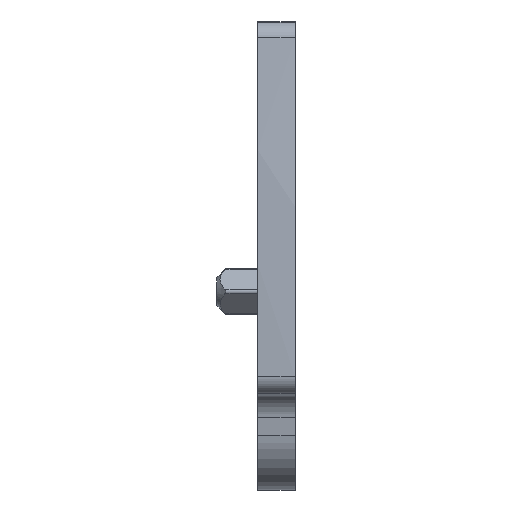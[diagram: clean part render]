
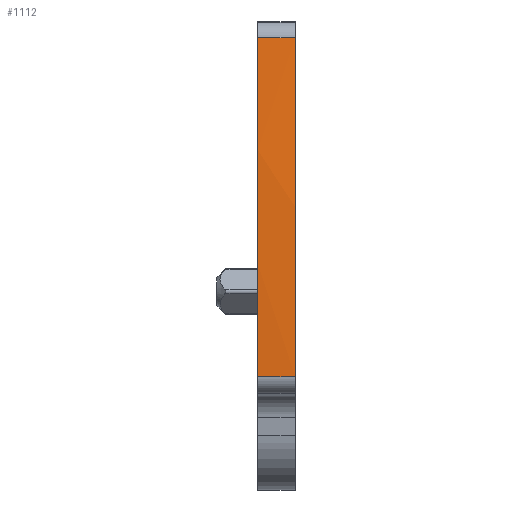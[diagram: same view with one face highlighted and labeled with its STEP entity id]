
A CAD part, front view. The second image highlights one B-rep face of the part: STEP entity #1112.
In plain terms, the highlighted cylindrical face has radius 122.182 mm (diameter 244.364 mm), a partial arc.
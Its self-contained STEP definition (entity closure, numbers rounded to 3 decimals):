
#444=AXIS2_PLACEMENT_3D('Circle Axis2P3D',#442,#443,$) ;
#1104=AXIS2_PLACEMENT_3D('Cylinder Axis2P3D',#1101,#1102,#1103) ;
#94=CARTESIAN_POINT('Vertex',(4.4,0.054,6.37)) ;
#308=CARTESIAN_POINT('Vertex',(4.4,0.978,25.426)) ;
#312=CARTESIAN_POINT('Control Point',(4.4,0.054,6.37)) ;
#313=CARTESIAN_POINT('Control Point',(4.4,-0.06,10.188)) ;
#314=CARTESIAN_POINT('Control Point',(4.4,-0.024,14.01)) ;
#315=CARTESIAN_POINT('Control Point',(4.4,0.161,17.829)) ;
#316=CARTESIAN_POINT('Control Point',(4.4,0.495,21.637)) ;
#317=CARTESIAN_POINT('Control Point',(4.4,0.978,25.426)) ;
#439=CARTESIAN_POINT('Vertex',(2.3,0.054,6.37)) ;
#442=CARTESIAN_POINT('Axis2P3D Location',(2.3,122.182,10.)) ;
#446=CARTESIAN_POINT('Vertex',(2.3,0.978,25.426)) ;
#786=CARTESIAN_POINT('Line Origine',(3.35,0.054,6.37)) ;
#1089=CARTESIAN_POINT('Line Origine',(3.35,0.978,25.426)) ;
#1101=CARTESIAN_POINT('Axis2P3D Location',(3.35,122.182,10.)) ;
#443=DIRECTION('Axis2P3D Direction',(1.,0.,0.)) ;
#787=DIRECTION('Vector Direction',(-1.,0.,0.)) ;
#1090=DIRECTION('Vector Direction',(-1.,0.,0.)) ;
#1102=DIRECTION('Axis2P3D Direction',(-1.,0.,0.)) ;
#1103=DIRECTION('Axis2P3D XDirection',(0.,-1.,-0.03)) ;
#788=VECTOR('Line Direction',#787,1.) ;
#1091=VECTOR('Line Direction',#1090,1.) ;
#1107=ORIENTED_EDGE('',*,*,#1093,.F.) ;
#1108=ORIENTED_EDGE('',*,*,#448,.F.) ;
#1109=ORIENTED_EDGE('',*,*,#790,.T.) ;
#1110=ORIENTED_EDGE('',*,*,#318,.T.) ;
#1112=ADVANCED_FACE('V1',(#1111),#1105,.T.) ;
#311=B_SPLINE_CURVE_WITH_KNOTS('',5,(#312,#313,#314,#315,#316,#317),.UNSPECIFIED.,.F.,.U.,(6,6),(0.,27.015),.UNSPECIFIED.) ;
#445=CIRCLE('generated circle',#444,122.182) ;
#1105=CYLINDRICAL_SURFACE('generated cylinder',#1104,122.182) ;
#318=EDGE_CURVE('',#95,#309,#311,.T.) ;
#448=EDGE_CURVE('',#440,#447,#445,.F.) ;
#790=EDGE_CURVE('',#440,#95,#789,.F.) ;
#1093=EDGE_CURVE('',#447,#309,#1092,.F.) ;
#1106=EDGE_LOOP('',(#1107,#1108,#1109,#1110)) ;
#1111=FACE_OUTER_BOUND('',#1106,.T.) ;
#789=LINE('Line',#786,#788) ;
#1092=LINE('Line',#1089,#1091) ;
#95=VERTEX_POINT('',#94) ;
#309=VERTEX_POINT('',#308) ;
#440=VERTEX_POINT('',#439) ;
#447=VERTEX_POINT('',#446) ;
